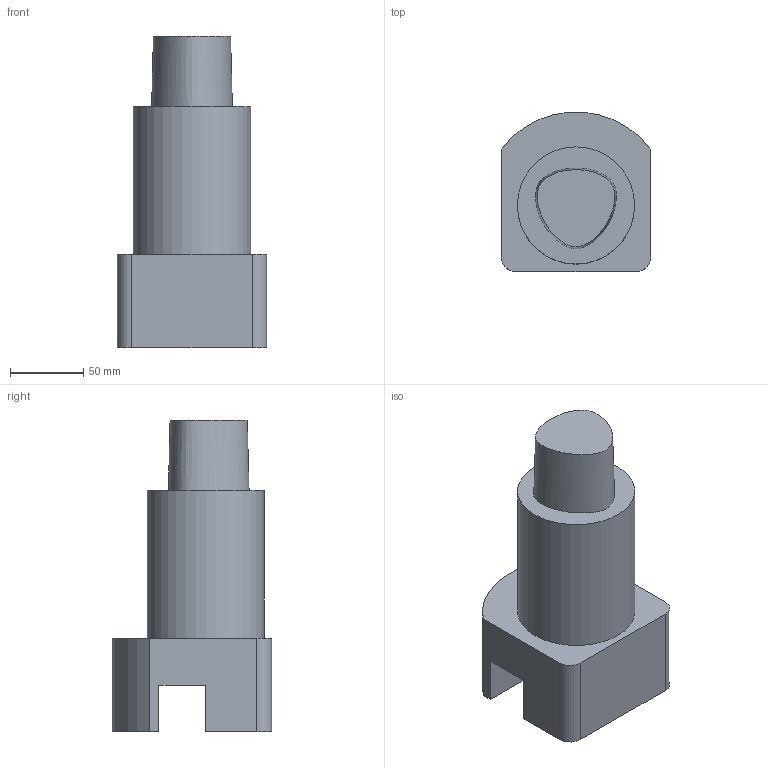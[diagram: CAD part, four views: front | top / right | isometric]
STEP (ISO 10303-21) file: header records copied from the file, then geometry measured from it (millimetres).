
FILE_DESCRIPTION((''),'1');
FILE_NAME('C8-90-BH32N-51165.stp','2017-05-03T04:41:00',(''),(''),'Spatial Interop R21 SP3','Kubotek KeyCreator 2011 V10.0.2 (22737)',' ');
FILE_SCHEMA(('automotive_design'));
Length unit declared in the file: millimetre
Products named in the file (1): 240[2]
Bounding box: 102 x 108.78 x 213 mm (x, y, z)
Volume: 1168696.1 mm3; surface area: 82626.6 mm2
Topology: 1 solids, 1 shells, 17 faces, 39 edges, 26 vertices
Faces by surface type: plane 12, cylinder 4, bspline 1
Full cylindrical faces by diameter (mm): 79.985 x1
Entity records: 1418 total; most frequent: CARTESIAN_POINT 611, DIRECTION 77, ORIENTED_EDGE 76, PRESENTATION_STYLE_ASSIGNMENT 74, COLOUR_RGB 74, STYLED_ITEM 56, CURVE_STYLE 56, DRAUGHTING_PRE_DEFINED_CURVE_FONT 56
